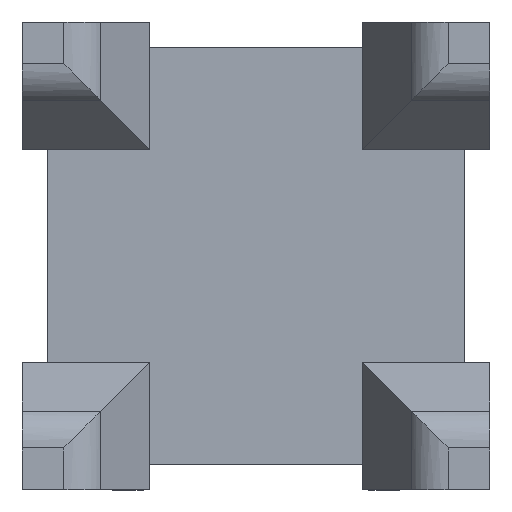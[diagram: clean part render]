
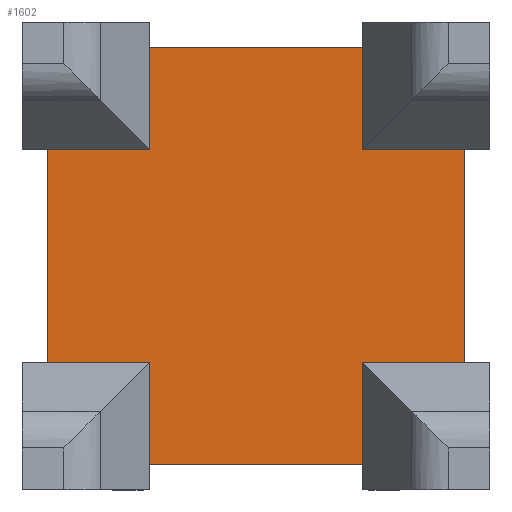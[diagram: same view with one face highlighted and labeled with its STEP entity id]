
A CAD part, top view. The second image highlights one B-rep face of the part: STEP entity #1602.
In plain terms, the highlighted planar face has unit normal (0, 0, 1).
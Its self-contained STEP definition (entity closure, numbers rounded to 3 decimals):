
#2 = CARTESIAN_POINT ( 'NONE',  ( 9.8, 11., 6. ) ) ;
#4 = VERTEX_POINT ( 'NONE', #322 ) ;
#92 = ORIENTED_EDGE ( 'NONE', *, *, #2516, .F. ) ;
#121 = ORIENTED_EDGE ( 'NONE', *, *, #1299, .T. ) ;
#131 = ORIENTED_EDGE ( 'NONE', *, *, #1353, .T. ) ;
#157 = DIRECTION ( 'NONE',  ( 0., 1., 0. ) ) ;
#162 = EDGE_CURVE ( 'NONE', #870, #1786, #1426, .T. ) ;
#189 = DIRECTION ( 'NONE',  ( -1., 0., 0. ) ) ;
#213 = CARTESIAN_POINT ( 'NONE',  ( -9.8, 5., 6. ) ) ;
#308 = LINE ( 'NONE', #1062, #1849 ) ;
#322 = CARTESIAN_POINT ( 'NONE',  ( 9.8, 5., 6. ) ) ;
#353 = CARTESIAN_POINT ( 'NONE',  ( -5., 11., 6. ) ) ;
#390 = CARTESIAN_POINT ( 'NONE',  ( -5., 11., 6. ) ) ;
#397 = CARTESIAN_POINT ( 'NONE',  ( -9.8, 11., 6. ) ) ;
#428 = CARTESIAN_POINT ( 'NONE',  ( 11., -5., 6. ) ) ;
#456 = PLANE ( 'NONE',  #942 ) ;
#599 = VECTOR ( 'NONE', #1390, 1000. ) ;
#688 = ORIENTED_EDGE ( 'NONE', *, *, #1674, .T. ) ;
#705 = CARTESIAN_POINT ( 'NONE',  ( -11., 11., 6. ) ) ;
#723 = DIRECTION ( 'NONE',  ( 0., 0., -1. ) ) ;
#724 = ORIENTED_EDGE ( 'NONE', *, *, #1227, .T. ) ;
#730 = VERTEX_POINT ( 'NONE', #1464 ) ;
#781 = CARTESIAN_POINT ( 'NONE',  ( -5., -9.8, 6. ) ) ;
#789 = LINE ( 'NONE', #1963, #2302 ) ;
#824 = FACE_OUTER_BOUND ( 'NONE', #2386, .T. ) ;
#826 = ORIENTED_EDGE ( 'NONE', *, *, #1814, .T. ) ;
#845 = VERTEX_POINT ( 'NONE', #2320 ) ;
#868 = VERTEX_POINT ( 'NONE', #1310 ) ;
#870 = VERTEX_POINT ( 'NONE', #1481 ) ;
#890 = LINE ( 'NONE', #2461, #2363 ) ;
#899 = DIRECTION ( 'NONE',  ( -1., 0., 0. ) ) ;
#909 = DIRECTION ( 'NONE',  ( 1., 0., 0. ) ) ;
#938 = CARTESIAN_POINT ( 'NONE',  ( -5., 9.8, 6. ) ) ;
#941 = EDGE_CURVE ( 'NONE', #1691, #1469, #789, .T. ) ;
#942 = AXIS2_PLACEMENT_3D ( 'NONE', #705, #723, #899 ) ;
#997 = DIRECTION ( 'NONE',  ( 1., 0., 0. ) ) ;
#1061 = VECTOR ( 'NONE', #189, 1000. ) ;
#1062 = CARTESIAN_POINT ( 'NONE',  ( 11., 5., 6. ) ) ;
#1095 = EDGE_CURVE ( 'NONE', #1991, #2177, #1580, .T. ) ;
#1152 = CARTESIAN_POINT ( 'NONE',  ( 5., 9.8, 6. ) ) ;
#1176 = EDGE_CURVE ( 'NONE', #868, #1763, #2078, .T. ) ;
#1187 = CARTESIAN_POINT ( 'NONE',  ( 5., 11., 6. ) ) ;
#1227 = EDGE_CURVE ( 'NONE', #845, #2177, #308, .T. ) ;
#1249 = DIRECTION ( 'NONE',  ( -1., 0., 0. ) ) ;
#1299 = EDGE_CURVE ( 'NONE', #1417, #1469, #2499, .T. ) ;
#1310 = CARTESIAN_POINT ( 'NONE',  ( 5., -5., 6. ) ) ;
#1330 = CARTESIAN_POINT ( 'NONE',  ( -9.8, -5., 6. ) ) ;
#1353 = EDGE_CURVE ( 'NONE', #1991, #730, #890, .T. ) ;
#1390 = DIRECTION ( 'NONE',  ( 1., 0., 0. ) ) ;
#1406 = DIRECTION ( 'NONE',  ( 0., 1., 0. ) ) ;
#1415 = ORIENTED_EDGE ( 'NONE', *, *, #1176, .T. ) ;
#1417 = VERTEX_POINT ( 'NONE', #2513 ) ;
#1426 = LINE ( 'NONE', #1618, #1061 ) ;
#1464 = CARTESIAN_POINT ( 'NONE',  ( -5., -5., 6. ) ) ;
#1469 = VERTEX_POINT ( 'NONE', #1152 ) ;
#1481 = CARTESIAN_POINT ( 'NONE',  ( 5., -9.8, 6. ) ) ;
#1484 = ORIENTED_EDGE ( 'NONE', *, *, #2018, .T. ) ;
#1485 = VECTOR ( 'NONE', #1623, 1000. ) ;
#1517 = LINE ( 'NONE', #390, #1485 ) ;
#1568 = DIRECTION ( 'NONE',  ( -1., 0., 0. ) ) ;
#1579 = CARTESIAN_POINT ( 'NONE',  ( 11., 5., 6. ) ) ;
#1580 = LINE ( 'NONE', #397, #2139 ) ;
#1602 = ADVANCED_FACE ( 'NONE', ( #824 ), #456, .F. ) ;
#1618 = CARTESIAN_POINT ( 'NONE',  ( -11., -9.8, 6. ) ) ;
#1623 = DIRECTION ( 'NONE',  ( 0., -1., 0. ) ) ;
#1635 = VECTOR ( 'NONE', #157, 1000. ) ;
#1656 = CARTESIAN_POINT ( 'NONE',  ( 5., 11., 6. ) ) ;
#1674 = EDGE_CURVE ( 'NONE', #730, #1786, #1946, .T. ) ;
#1687 = EDGE_CURVE ( 'NONE', #4, #1417, #2204, .T. ) ;
#1691 = VERTEX_POINT ( 'NONE', #938 ) ;
#1695 = VECTOR ( 'NONE', #2072, 1000. ) ;
#1724 = VECTOR ( 'NONE', #1755, 1000. ) ;
#1750 = LINE ( 'NONE', #1187, #1635 ) ;
#1755 = DIRECTION ( 'NONE',  ( 0., -1., 0. ) ) ;
#1763 = VERTEX_POINT ( 'NONE', #2222 ) ;
#1786 = VERTEX_POINT ( 'NONE', #781 ) ;
#1814 = EDGE_CURVE ( 'NONE', #1691, #845, #1517, .T. ) ;
#1849 = VECTOR ( 'NONE', #1249, 1000. ) ;
#1850 = VECTOR ( 'NONE', #1568, 1000. ) ;
#1896 = ORIENTED_EDGE ( 'NONE', *, *, #1687, .T. ) ;
#1906 = ORIENTED_EDGE ( 'NONE', *, *, #941, .F. ) ;
#1938 = VECTOR ( 'NONE', #2009, 1000. ) ;
#1946 = LINE ( 'NONE', #353, #1724 ) ;
#1963 = CARTESIAN_POINT ( 'NONE',  ( -11., 9.8, 6. ) ) ;
#1991 = VERTEX_POINT ( 'NONE', #1330 ) ;
#2006 = LINE ( 'NONE', #2, #1938 ) ;
#2009 = DIRECTION ( 'NONE',  ( 0., -1., 0. ) ) ;
#2018 = EDGE_CURVE ( 'NONE', #870, #868, #1750, .T. ) ;
#2072 = DIRECTION ( 'NONE',  ( 0., 1., 0. ) ) ;
#2078 = LINE ( 'NONE', #428, #599 ) ;
#2139 = VECTOR ( 'NONE', #1406, 1000. ) ;
#2177 = VERTEX_POINT ( 'NONE', #213 ) ;
#2204 = LINE ( 'NONE', #1579, #1850 ) ;
#2222 = CARTESIAN_POINT ( 'NONE',  ( 9.8, -5., 6. ) ) ;
#2302 = VECTOR ( 'NONE', #997, 1000. ) ;
#2320 = CARTESIAN_POINT ( 'NONE',  ( -5., 5., 6. ) ) ;
#2350 = ORIENTED_EDGE ( 'NONE', *, *, #162, .F. ) ;
#2363 = VECTOR ( 'NONE', #909, 1000. ) ;
#2386 = EDGE_LOOP ( 'NONE', ( #688, #2350, #1484, #1415, #92, #1896, #121, #1906, #826, #724, #2540, #131 ) ) ;
#2461 = CARTESIAN_POINT ( 'NONE',  ( 11., -5., 6. ) ) ;
#2499 = LINE ( 'NONE', #1656, #1695 ) ;
#2513 = CARTESIAN_POINT ( 'NONE',  ( 5., 5., 6. ) ) ;
#2516 = EDGE_CURVE ( 'NONE', #4, #1763, #2006, .T. ) ;
#2540 = ORIENTED_EDGE ( 'NONE', *, *, #1095, .F. ) ;
